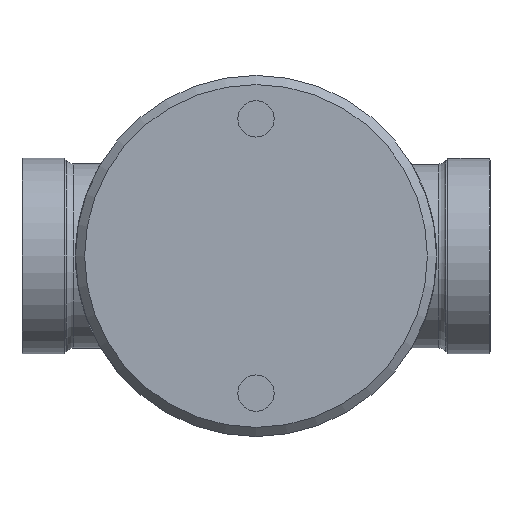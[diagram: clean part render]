
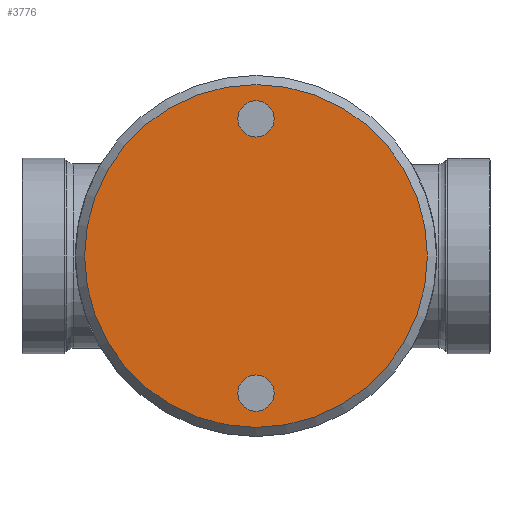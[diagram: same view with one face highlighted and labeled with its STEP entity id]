
A CAD part, front view. The second image highlights one B-rep face of the part: STEP entity #3776.
In plain terms, the highlighted planar face has unit normal (0, -1, 0).
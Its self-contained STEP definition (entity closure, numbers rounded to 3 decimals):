
#394 = CIRCLE ( 'NONE', #5086, 3.969 ) ;
#447 = EDGE_LOOP ( 'NONE', ( #10541 ) ) ;
#781 = CARTESIAN_POINT ( 'NONE',  ( 0., 0., 30. ) ) ;
#876 = DIRECTION ( 'NONE',  ( 0., 1., 0. ) ) ;
#1739 = DIRECTION ( 'NONE',  ( 0., 0., 1. ) ) ;
#2390 = ORIENTED_EDGE ( 'NONE', *, *, #3263, .T. ) ;
#2650 = PLANE ( 'NONE',  #3931 ) ;
#2708 = FACE_BOUND ( 'NONE', #9556, .T. ) ;
#2716 = EDGE_CURVE ( 'NONE', #8331, #8331, #3537, .T. ) ;
#2767 = CARTESIAN_POINT ( 'NONE',  ( 0., 0., 0. ) ) ;
#2898 = CARTESIAN_POINT ( 'NONE',  ( 0., 0., 26.031 ) ) ;
#3263 = EDGE_CURVE ( 'NONE', #12161, #12161, #8441, .T. ) ;
#3537 = CIRCLE ( 'NONE', #7082, 3.969 ) ;
#3569 = ORIENTED_EDGE ( 'NONE', *, *, #7288, .F. ) ;
#3577 = FACE_BOUND ( 'NONE', #447, .T. ) ;
#3776 = ADVANCED_FACE ( 'NONE', ( #11156, #3577, #2708 ), #2650, .F. ) ;
#3931 = AXIS2_PLACEMENT_3D ( 'NONE', #6401, #876, #1739 ) ;
#4472 = DIRECTION ( 'NONE',  ( 0., -1., 0. ) ) ;
#4758 = CARTESIAN_POINT ( 'NONE',  ( 0., 0., -33.969 ) ) ;
#5086 = AXIS2_PLACEMENT_3D ( 'NONE', #11888, #4472, #11129 ) ;
#5591 = DIRECTION ( 'NONE',  ( 0., 0., 1. ) ) ;
#6401 = CARTESIAN_POINT ( 'NONE',  ( 0., 0., 0. ) ) ;
#6546 = DIRECTION ( 'NONE',  ( 0., -1., 0. ) ) ;
#7082 = AXIS2_PLACEMENT_3D ( 'NONE', #781, #6546, #11189 ) ;
#7262 = DIRECTION ( 'NONE',  ( 0., -1., 0. ) ) ;
#7288 = EDGE_CURVE ( 'NONE', #12103, #12103, #394, .T. ) ;
#8331 = VERTEX_POINT ( 'NONE', #2898 ) ;
#8441 = CIRCLE ( 'NONE', #10827, 37.5 ) ;
#9556 = EDGE_LOOP ( 'NONE', ( #3569 ) ) ;
#10363 = CARTESIAN_POINT ( 'NONE',  ( 0., 0., 37.5 ) ) ;
#10541 = ORIENTED_EDGE ( 'NONE', *, *, #2716, .F. ) ;
#10770 = EDGE_LOOP ( 'NONE', ( #2390 ) ) ;
#10827 = AXIS2_PLACEMENT_3D ( 'NONE', #2767, #7262, #5591 ) ;
#11129 = DIRECTION ( 'NONE',  ( 0., 0., -1. ) ) ;
#11156 = FACE_OUTER_BOUND ( 'NONE', #10770, .T. ) ;
#11189 = DIRECTION ( 'NONE',  ( 0., 0., -1. ) ) ;
#11888 = CARTESIAN_POINT ( 'NONE',  ( 0., 0., -30. ) ) ;
#12103 = VERTEX_POINT ( 'NONE', #4758 ) ;
#12161 = VERTEX_POINT ( 'NONE', #10363 ) ;
